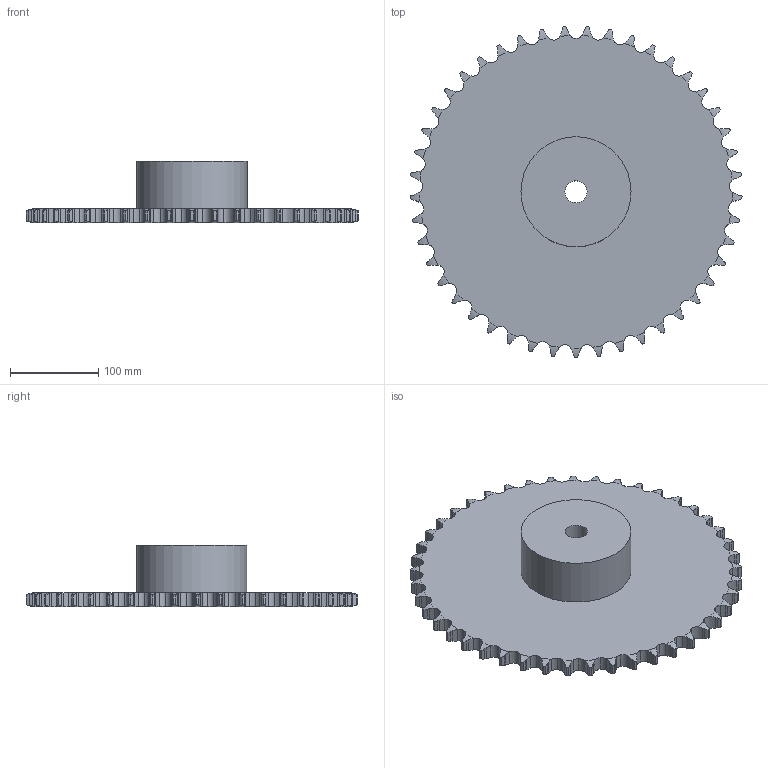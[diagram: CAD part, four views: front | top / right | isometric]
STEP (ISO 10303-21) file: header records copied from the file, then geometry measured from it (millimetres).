
FILE_DESCRIPTION(('FreeCAD Model'),'2;1');
FILE_NAME('Open CASCADE Shape Model','2021-06-06T09:22:01',('Author'),( ''),'Open CASCADE STEP processor 7.4','FreeCAD','Unknown');
FILE_SCHEMA(('AUTOMOTIVE_DESIGN { 1 0 10303 214 1 1 1 1 }'));
Products named in the file (1): Hole
Bounding box: 376.96 x 376.74 x 70 mm (x, y, z)
Volume: 2259593.6 mm3; surface area: 256241.2 mm2
Topology: 1 solids, 1 shells, 501 faces, 1492 edges, 995 vertices
Faces by surface type: cylinder 317, plane 94, torus 90
Full cylindrical faces by diameter (mm): 25 x1, 125 x1
Entity records: 44550 total; most frequent: CARTESIAN_POINT 18879, DIRECTION 3774, ORIENTED_EDGE 2984, PCURVE 2984, DEFINITIONAL_REPRESENTATION 2984, LINE 1851, VECTOR 1851, B_SPLINE_CURVE_WITH_KNOTS 1800
